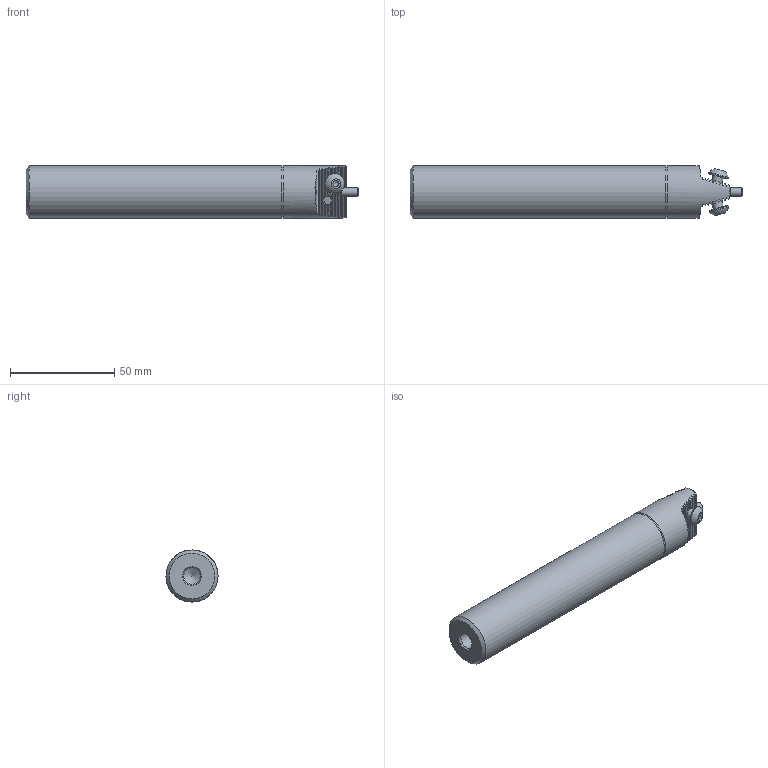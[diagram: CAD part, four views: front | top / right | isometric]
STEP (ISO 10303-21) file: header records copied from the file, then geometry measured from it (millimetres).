
FILE_DESCRIPTION (( 'STEP AP214' ), '1' );
FILE_NAME ('U25.Z25.K23.170.STEP', '2020-08-13T14:40:12', ( '' ), ( '' ), 'SwSTEP 2.0', 'SolidWorks 2017', '' );
FILE_SCHEMA (( 'AUTOMOTIVE_DESIGN' ));
Length unit declared in the file: millimetre
Products named in the file (6): Z25-ER1.003.012_A_gespannt; Z25-ER1.002.012_A; U25-Z25.K23.170_A; Z20-ER2.001.013_A; Z25-ER1.001.012; U25.Z25.K23.170
Assembly tree (6 placements, depth 3):
  U25.Z25.K23.170
    U25-Z25.K23.170_A
    Z25-ER1.001.012  x2
      Z25-ER1.002.012_A
      Z25-ER1.003.012_A_gespannt
    Z20-ER2.001.013_A
Bounding box: 159.3 x 25 x 25 mm (x, y, z)
Volume: 65334.1 mm3; surface area: 17975.1 mm2
Topology: 6 solids, 6 shells, 260 faces, 697 edges, 449 vertices
Faces by surface type: plane 166, cylinder 62, cone 25, torus 5, sphere 2
Full cylindrical faces by diameter (mm): 2 x5, 2.2 x1, 2.5 x1, 3 x1, 4 x1, 4.2 x2, 5 x2, 5.3 x2, 6 x2, 8 x1, 9.2 x2, 9.5 x2, 25 x2
Entity records: 8542 total; most frequent: CARTESIAN_POINT 3285, ORIENTED_EDGE 1174, DIRECTION 872, EDGE_CURVE 587, VERTEX_POINT 401, AXIS2_PLACEMENT_3D 330, EDGE_LOOP 286, FACE_OUTER_BOUND 260
